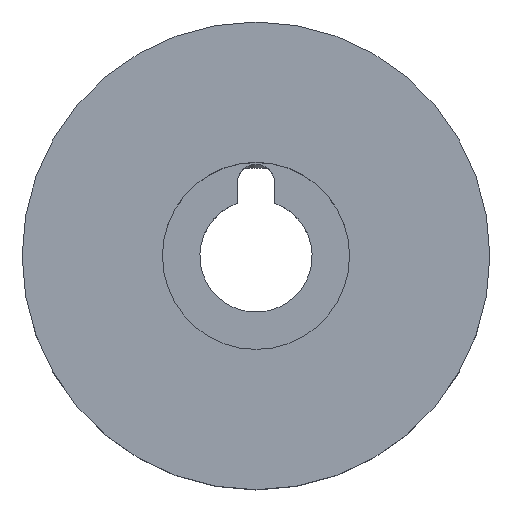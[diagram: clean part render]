
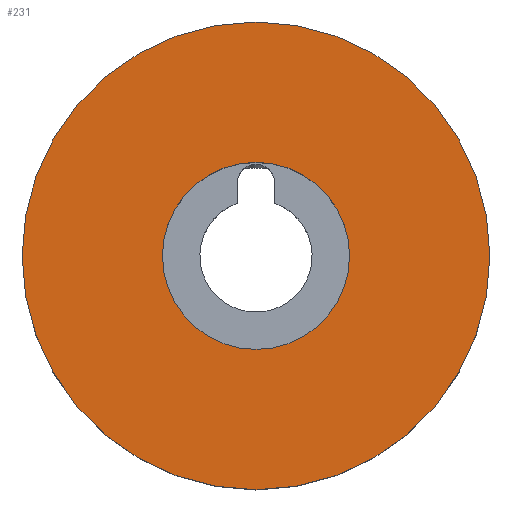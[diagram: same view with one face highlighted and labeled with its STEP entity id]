
A CAD part, top view. The second image highlights one B-rep face of the part: STEP entity #231.
In plain terms, the highlighted planar face has unit normal (0, 0, 1).
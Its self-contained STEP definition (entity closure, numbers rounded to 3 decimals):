
#231 = ADVANCED_FACE( '', ( #290, #291 ), #292, .F. );
#290 = FACE_BOUND( '', #362, .T. );
#291 = FACE_OUTER_BOUND( '', #363, .T. );
#292 = PLANE( '', #364 );
#362 = EDGE_LOOP( '', ( #482 ) );
#363 = EDGE_LOOP( '', ( #483 ) );
#364 = AXIS2_PLACEMENT_3D( '', #484, #485, #486 );
#482 = ORIENTED_EDGE( '', *, *, #586, .F. );
#483 = ORIENTED_EDGE( '', *, *, #585, .T. );
#484 = CARTESIAN_POINT( '', ( 0., 0., -10. ) );
#485 = DIRECTION( '', ( 0., 0., -1. ) );
#486 = DIRECTION( '', ( 1., 0., 0. ) );
#585 = EDGE_CURVE( '', #649, #649, #650, .T. );
#586 = EDGE_CURVE( '', #651, #651, #652, .T. );
#649 = VERTEX_POINT( '', #843 );
#650 = CIRCLE( '', #844, 25. );
#651 = VERTEX_POINT( '', #845 );
#652 = CIRCLE( '', #846, 10. );
#843 = CARTESIAN_POINT( '', ( 25., 0., -10. ) );
#844 = AXIS2_PLACEMENT_3D( '', #969, #970, #971 );
#845 = CARTESIAN_POINT( '', ( 10., 0., -10. ) );
#846 = AXIS2_PLACEMENT_3D( '', #972, #973, #974 );
#969 = CARTESIAN_POINT( '', ( 0., 0., -10. ) );
#970 = DIRECTION( '', ( 0., 0., 1. ) );
#971 = DIRECTION( '', ( 1., 0., 0. ) );
#972 = CARTESIAN_POINT( '', ( 0., 0., -10. ) );
#973 = DIRECTION( '', ( 0., 0., 1. ) );
#974 = DIRECTION( '', ( 1., 0., 0. ) );
